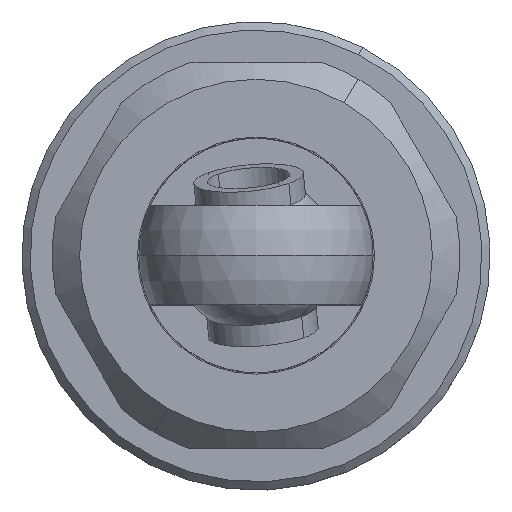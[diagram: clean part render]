
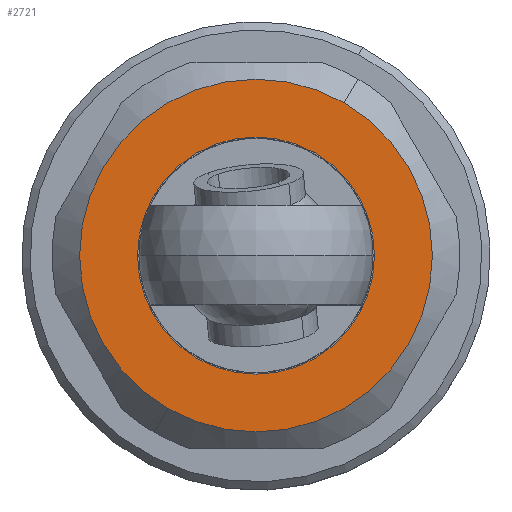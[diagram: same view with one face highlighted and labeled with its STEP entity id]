
A CAD part, top view. The second image highlights one B-rep face of the part: STEP entity #2721.
In plain terms, the highlighted planar face has unit normal (0, 0, 1).
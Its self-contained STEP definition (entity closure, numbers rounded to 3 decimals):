
#705 = CARTESIAN_POINT ( 'NONE',  ( -6.4, 0., 7.45 ) ) ;
#785 = DIRECTION ( 'NONE',  ( 0., 0., -1. ) ) ;
#1613 = DIRECTION ( 'NONE',  ( 0., 0., -1. ) ) ;
#1671 = CARTESIAN_POINT ( 'NONE',  ( 4.3, 0., 7.45 ) ) ;
#2449 = CARTESIAN_POINT ( 'NONE',  ( 0., 0., 7.45 ) ) ;
#2488 = CARTESIAN_POINT ( 'NONE',  ( 0., 0., 7.45 ) ) ;
#2622 = VERTEX_POINT ( 'NONE', #705 ) ;
#2721 = ADVANCED_FACE ( 'NONE', ( #7313, #5017 ), #10261, .F. ) ;
#3328 = DIRECTION ( 'NONE',  ( -1., 0., 0. ) ) ;
#3363 = AXIS2_PLACEMENT_3D ( 'NONE', #2488, #785, #6850 ) ;
#3775 = ORIENTED_EDGE ( 'NONE', *, *, #7632, .T. ) ;
#4191 = ORIENTED_EDGE ( 'NONE', *, *, #10447, .F. ) ;
#4492 = EDGE_CURVE ( 'NONE', #6529, #2622, #7829, .T. ) ;
#4794 = DIRECTION ( 'NONE',  ( 0., 0., -1. ) ) ;
#4802 = VERTEX_POINT ( 'NONE', #1671 ) ;
#4942 = DIRECTION ( 'NONE',  ( 0., 0., -1. ) ) ;
#5017 = FACE_BOUND ( 'NONE', #7895, .T. ) ;
#5118 = CARTESIAN_POINT ( 'NONE',  ( 6.4, 0., 7.45 ) ) ;
#5362 = AXIS2_PLACEMENT_3D ( 'NONE', #10126, #4942, #10996 ) ;
#5604 = ORIENTED_EDGE ( 'NONE', *, *, #4492, .F. ) ;
#6103 = AXIS2_PLACEMENT_3D ( 'NONE', #6797, #1613, #7676 ) ;
#6529 = VERTEX_POINT ( 'NONE', #5118 ) ;
#6797 = CARTESIAN_POINT ( 'NONE',  ( 0., 0., 7.45 ) ) ;
#6850 = DIRECTION ( 'NONE',  ( -1., 0., 0. ) ) ;
#7208 = AXIS2_PLACEMENT_3D ( 'NONE', #9972, #4794, #10835 ) ;
#7313 = FACE_OUTER_BOUND ( 'NONE', #10253, .T. ) ;
#7632 = EDGE_CURVE ( 'NONE', #4802, #8708, #8613, .T. ) ;
#7676 = DIRECTION ( 'NONE',  ( -1., 0., 0. ) ) ;
#7829 = CIRCLE ( 'NONE', #7208, 6.4 ) ;
#7895 = EDGE_LOOP ( 'NONE', ( #9284, #3775 ) ) ;
#7899 = CIRCLE ( 'NONE', #6103, 6.4 ) ;
#8056 = AXIS2_PLACEMENT_3D ( 'NONE', #2449, #8512, #3328 ) ;
#8512 = DIRECTION ( 'NONE',  ( 0., 0., -1. ) ) ;
#8613 = CIRCLE ( 'NONE', #5362, 4.3 ) ;
#8708 = VERTEX_POINT ( 'NONE', #10531 ) ;
#9284 = ORIENTED_EDGE ( 'NONE', *, *, #10146, .T. ) ;
#9796 = CIRCLE ( 'NONE', #8056, 4.3 ) ;
#9972 = CARTESIAN_POINT ( 'NONE',  ( 0., 0., 7.45 ) ) ;
#10126 = CARTESIAN_POINT ( 'NONE',  ( 0., 0., 7.45 ) ) ;
#10146 = EDGE_CURVE ( 'NONE', #8708, #4802, #9796, .T. ) ;
#10253 = EDGE_LOOP ( 'NONE', ( #4191, #5604 ) ) ;
#10261 = PLANE ( 'NONE',  #3363 ) ;
#10447 = EDGE_CURVE ( 'NONE', #2622, #6529, #7899, .T. ) ;
#10531 = CARTESIAN_POINT ( 'NONE',  ( -4.3, 0., 7.45 ) ) ;
#10835 = DIRECTION ( 'NONE',  ( -1., 0., 0. ) ) ;
#10996 = DIRECTION ( 'NONE',  ( -1., 0., 0. ) ) ;
